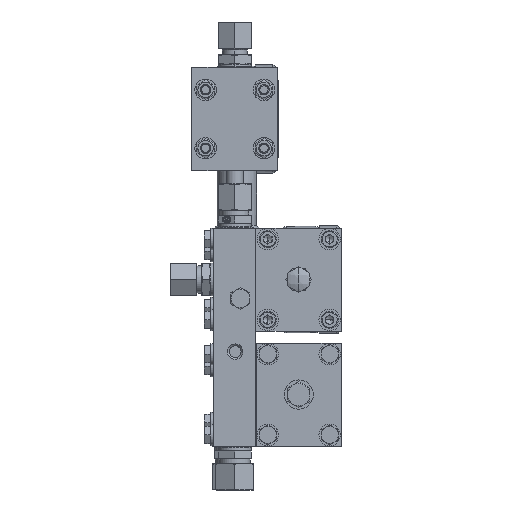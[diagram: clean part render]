
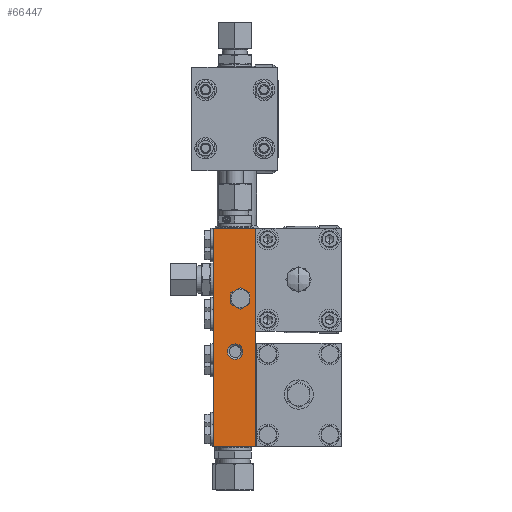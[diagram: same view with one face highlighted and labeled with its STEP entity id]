
A CAD part, front view. The second image highlights one B-rep face of the part: STEP entity #66447.
In plain terms, the highlighted planar face has unit normal (0, -1, 0).
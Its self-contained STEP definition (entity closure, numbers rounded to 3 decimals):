
#359 = VECTOR ( 'NONE', #15850, 1000. ) ;
#924 = EDGE_CURVE ( 'NONE', #56572, #37245, #24037, .T. ) ;
#2600 = CIRCLE ( 'NONE', #77889, 4.5 ) ;
#3481 = CARTESIAN_POINT ( 'NONE',  ( 0., -79.88, -30. ) ) ;
#3920 = DIRECTION ( 'NONE',  ( -0.866, 0., 0.5 ) ) ;
#3957 = VERTEX_POINT ( 'NONE', #59682 ) ;
#4540 = ORIENTED_EDGE ( 'NONE', *, *, #77971, .F. ) ;
#4862 = EDGE_CURVE ( 'NONE', #66245, #73313, #61088, .T. ) ;
#6219 = DIRECTION ( 'NONE',  ( 0., 0., -1. ) ) ;
#6665 = VECTOR ( 'NONE', #37073, 1000. ) ;
#8689 = VERTEX_POINT ( 'NONE', #3481 ) ;
#8886 = LINE ( 'NONE', #10836, #76368 ) ;
#9275 = ORIENTED_EDGE ( 'NONE', *, *, #65676, .F. ) ;
#10433 = CIRCLE ( 'NONE', #34436, 4.5 ) ;
#10836 = CARTESIAN_POINT ( 'NONE',  ( -14.5, -79.88, 97. ) ) ;
#11983 = LINE ( 'NONE', #39594, #59086 ) ;
#13093 = ORIENTED_EDGE ( 'NONE', *, *, #45547, .F. ) ;
#15850 = DIRECTION ( 'NONE',  ( 0.866, 0., -0.5 ) ) ;
#16687 = EDGE_CURVE ( 'NONE', #67181, #19169, #67860, .T. ) ;
#17468 = ORIENTED_EDGE ( 'NONE', *, *, #16687, .F. ) ;
#17498 = LINE ( 'NONE', #82144, #50265 ) ;
#17940 = CARTESIAN_POINT ( 'NONE',  ( 0., -79.88, 97. ) ) ;
#19169 = VERTEX_POINT ( 'NONE', #65140 ) ;
#19312 = DIRECTION ( 'NONE',  ( 0.866, 0., 0.5 ) ) ;
#19529 = VERTEX_POINT ( 'NONE', #72760 ) ;
#20164 = EDGE_CURVE ( 'NONE', #62887, #47646, #64462, .T. ) ;
#21204 = CARTESIAN_POINT ( 'NONE',  ( -9., -79.88, 62.351 ) ) ;
#22629 = LINE ( 'NONE', #61880, #57417 ) ;
#22661 = DIRECTION ( 'NONE',  ( 0., -1., 0. ) ) ;
#22721 = DIRECTION ( 'NONE',  ( -1., 0., 0. ) ) ;
#24037 = LINE ( 'NONE', #30213, #6665 ) ;
#24151 = CARTESIAN_POINT ( 'NONE',  ( -14.5, -79.88, 59.175 ) ) ;
#24529 = DIRECTION ( 'NONE',  ( 0., 0., 1. ) ) ;
#24669 = VECTOR ( 'NONE', #6219, 1000. ) ;
#24708 = EDGE_CURVE ( 'NONE', #35504, #3957, #10433, .T. ) ;
#26190 = CARTESIAN_POINT ( 'NONE',  ( -9., -79.88, 49.649 ) ) ;
#27190 = EDGE_LOOP ( 'NONE', ( #59564, #76154 ) ) ;
#27263 = DIRECTION ( 'NONE',  ( 0., 0., 1. ) ) ;
#27999 = EDGE_LOOP ( 'NONE', ( #47421, #13093, #47590, #9275, #69354, #37018 ) ) ;
#30213 = CARTESIAN_POINT ( 'NONE',  ( -3.5, -79.88, 97. ) ) ;
#31284 = CARTESIAN_POINT ( 'NONE',  ( -9., -79.88, 62.351 ) ) ;
#31301 = CARTESIAN_POINT ( 'NONE',  ( -24.5, -79.88, 97. ) ) ;
#32593 = CARTESIAN_POINT ( 'NONE',  ( -3.5, -79.88, 59.175 ) ) ;
#33731 = CARTESIAN_POINT ( 'NONE',  ( -24.5, -79.88, -30. ) ) ;
#34436 = AXIS2_PLACEMENT_3D ( 'NONE', #39048, #84706, #45597 ) ;
#35504 = VERTEX_POINT ( 'NONE', #51979 ) ;
#36138 = EDGE_LOOP ( 'NONE', ( #17468, #4540, #62344, #79506, #69638, #41911 ) ) ;
#36584 = EDGE_CURVE ( 'NONE', #83024, #73313, #17498, .T. ) ;
#37018 = ORIENTED_EDGE ( 'NONE', *, *, #4862, .F. ) ;
#37073 = DIRECTION ( 'NONE',  ( 0., 0., 1. ) ) ;
#37245 = VERTEX_POINT ( 'NONE', #32593 ) ;
#38401 = LINE ( 'NONE', #82229, #71078 ) ;
#39048 = CARTESIAN_POINT ( 'NONE',  ( -12., -79.88, 25. ) ) ;
#39569 = CARTESIAN_POINT ( 'NONE',  ( -14.5, -79.88, 52.825 ) ) ;
#39594 = CARTESIAN_POINT ( 'NONE',  ( 0., -79.88, 97. ) ) ;
#41911 = ORIENTED_EDGE ( 'NONE', *, *, #59006, .F. ) ;
#43385 = LINE ( 'NONE', #26190, #60724 ) ;
#43726 = VECTOR ( 'NONE', #27263, 1000. ) ;
#45382 = CARTESIAN_POINT ( 'NONE',  ( 0., -79.88, 97. ) ) ;
#45547 = EDGE_CURVE ( 'NONE', #53391, #8689, #81863, .T. ) ;
#45597 = DIRECTION ( 'NONE',  ( 0., 0., -1. ) ) ;
#47394 = CARTESIAN_POINT ( 'NONE',  ( 0., -79.88, 97. ) ) ;
#47421 = ORIENTED_EDGE ( 'NONE', *, *, #83482, .F. ) ;
#47590 = ORIENTED_EDGE ( 'NONE', *, *, #75485, .F. ) ;
#47646 = VERTEX_POINT ( 'NONE', #24151 ) ;
#48424 = CARTESIAN_POINT ( 'NONE',  ( -14.5, -79.88, 52.825 ) ) ;
#50265 = VECTOR ( 'NONE', #75557, 1000. ) ;
#51979 = CARTESIAN_POINT ( 'NONE',  ( -12., -79.88, 20.5 ) ) ;
#53391 = VERTEX_POINT ( 'NONE', #63531 ) ;
#56572 = VERTEX_POINT ( 'NONE', #60422 ) ;
#57417 = VECTOR ( 'NONE', #22721, 1000. ) ;
#57429 = DIRECTION ( 'NONE',  ( 0., 0., -1. ) ) ;
#57546 = CARTESIAN_POINT ( 'NONE',  ( 0., -79.88, 97. ) ) ;
#59006 = EDGE_CURVE ( 'NONE', #19169, #56572, #43385, .T. ) ;
#59086 = VECTOR ( 'NONE', #65286, 1000. ) ;
#59564 = ORIENTED_EDGE ( 'NONE', *, *, #24708, .F. ) ;
#59682 = CARTESIAN_POINT ( 'NONE',  ( -12., -79.88, 29.5 ) ) ;
#59721 = VECTOR ( 'NONE', #64099, 1000. ) ;
#59816 = FACE_OUTER_BOUND ( 'NONE', #27999, .T. ) ;
#59857 = CARTESIAN_POINT ( 'NONE',  ( -24.5, -79.88, 97. ) ) ;
#60422 = CARTESIAN_POINT ( 'NONE',  ( -3.5, -79.88, 52.825 ) ) ;
#60724 = VECTOR ( 'NONE', #19312, 1000. ) ;
#61088 = LINE ( 'NONE', #59857, #43726 ) ;
#61746 = LINE ( 'NONE', #57546, #59721 ) ;
#61822 = CARTESIAN_POINT ( 'NONE',  ( -12., -79.88, 25. ) ) ;
#61853 = FACE_BOUND ( 'NONE', #27190, .T. ) ;
#61880 = CARTESIAN_POINT ( 'NONE',  ( 0., -79.88, -30. ) ) ;
#62344 = ORIENTED_EDGE ( 'NONE', *, *, #20164, .F. ) ;
#62887 = VERTEX_POINT ( 'NONE', #31284 ) ;
#62962 = AXIS2_PLACEMENT_3D ( 'NONE', #17940, #63651, #24529 ) ;
#63370 = PLANE ( 'NONE',  #62962 ) ;
#63531 = CARTESIAN_POINT ( 'NONE',  ( 0., -79.88, 30. ) ) ;
#63651 = DIRECTION ( 'NONE',  ( 0., 1., 0. ) ) ;
#64099 = DIRECTION ( 'NONE',  ( 0., 0., -1. ) ) ;
#64462 = LINE ( 'NONE', #21204, #81826 ) ;
#65140 = CARTESIAN_POINT ( 'NONE',  ( -9., -79.88, 49.649 ) ) ;
#65286 = DIRECTION ( 'NONE',  ( 0., 0., -1. ) ) ;
#65676 = EDGE_CURVE ( 'NONE', #83024, #19529, #11983, .T. ) ;
#66245 = VERTEX_POINT ( 'NONE', #33731 ) ;
#66447 = ADVANCED_FACE ( 'NONE', ( #61853, #77168, #59816 ), #63370, .F. ) ;
#67181 = VERTEX_POINT ( 'NONE', #39569 ) ;
#67860 = LINE ( 'NONE', #48424, #359 ) ;
#68398 = DIRECTION ( 'NONE',  ( 0., 0., -1. ) ) ;
#69354 = ORIENTED_EDGE ( 'NONE', *, *, #36584, .T. ) ;
#69638 = ORIENTED_EDGE ( 'NONE', *, *, #924, .F. ) ;
#71078 = VECTOR ( 'NONE', #3920, 1000. ) ;
#72760 = CARTESIAN_POINT ( 'NONE',  ( 0., -79.88, 37. ) ) ;
#73313 = VERTEX_POINT ( 'NONE', #31301 ) ;
#74909 = EDGE_CURVE ( 'NONE', #37245, #62887, #38401, .T. ) ;
#75485 = EDGE_CURVE ( 'NONE', #19529, #53391, #61746, .T. ) ;
#75557 = DIRECTION ( 'NONE',  ( -1., 0., 0. ) ) ;
#76154 = ORIENTED_EDGE ( 'NONE', *, *, #82203, .F. ) ;
#76368 = VECTOR ( 'NONE', #57429, 1000. ) ;
#77168 = FACE_BOUND ( 'NONE', #36138, .T. ) ;
#77889 = AXIS2_PLACEMENT_3D ( 'NONE', #61822, #22661, #68398 ) ;
#77971 = EDGE_CURVE ( 'NONE', #47646, #67181, #8886, .T. ) ;
#79506 = ORIENTED_EDGE ( 'NONE', *, *, #74909, .F. ) ;
#80082 = DIRECTION ( 'NONE',  ( -0.866, 0., -0.5 ) ) ;
#81826 = VECTOR ( 'NONE', #80082, 1000. ) ;
#81863 = LINE ( 'NONE', #45382, #24669 ) ;
#82144 = CARTESIAN_POINT ( 'NONE',  ( 0., -79.88, 97. ) ) ;
#82203 = EDGE_CURVE ( 'NONE', #3957, #35504, #2600, .T. ) ;
#82229 = CARTESIAN_POINT ( 'NONE',  ( -3.5, -79.88, 59.175 ) ) ;
#83024 = VERTEX_POINT ( 'NONE', #47394 ) ;
#83482 = EDGE_CURVE ( 'NONE', #8689, #66245, #22629, .T. ) ;
#84706 = DIRECTION ( 'NONE',  ( 0., -1., 0. ) ) ;
